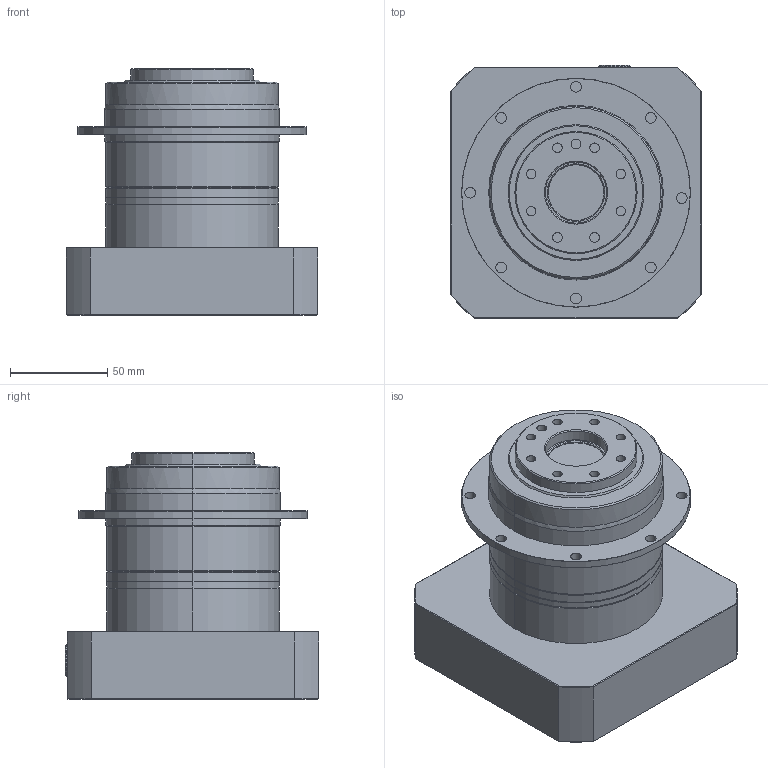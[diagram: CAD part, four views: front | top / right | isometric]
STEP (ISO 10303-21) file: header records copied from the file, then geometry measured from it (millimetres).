
FILE_DESCRIPTION (( 'STEP AP214' ), '1' );
FILE_NAME ('PGD090-05A5.STEP', '2016-02-25T13:35:07', ( '' ), ( '' ), 'SwSTEP 2.0', 'SolidWorks 2015', '' );
FILE_SCHEMA (( 'AUTOMOTIVE_DESIGN' ));
Length unit declared in the file: millimetre
Products named in the file (1): PGD090-05A5
Bounding box: 129.4 x 130.4 x 127 mm (x, y, z)
Volume: 880702 mm3; surface area: 126171.9 mm2
Topology: 4 solids, 12 shells, 406 faces, 911 edges, 581 vertices
Faces by surface type: plane 190, cylinder 146, cone 44, torus 22, bspline 4
Entity records: 13376 total; most frequent: CARTESIAN_POINT 3939, DIRECTION 2040, ORIENTED_EDGE 1822, EDGE_CURVE 911, AXIS2_PLACEMENT_3D 767, VERTEX_POINT 581, VECTOR 506, LINE 506
